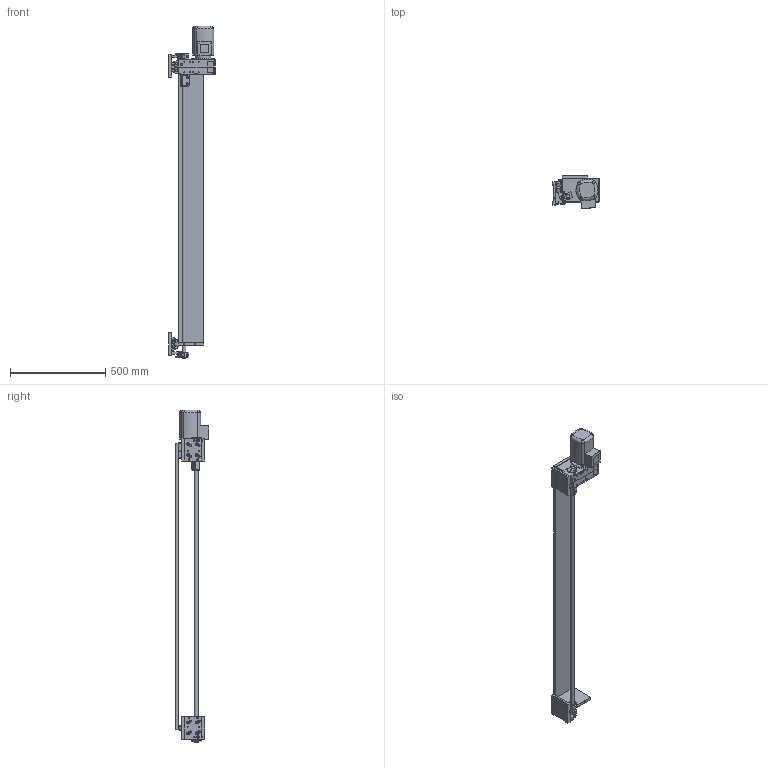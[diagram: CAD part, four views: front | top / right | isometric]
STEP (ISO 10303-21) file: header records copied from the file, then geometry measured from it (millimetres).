
FILE_DESCRIPTION((''),'2;1');
FILE_NAME('14658-201 - 1500.stp','2006-11-07T13:50:35',('Krister'),(''),'Autodesk Inventor 11','Autodesk Inventor 11','');
FILE_SCHEMA(('AUTOMOTIVE_DESIGN { 1 0 10303 214 1 1 1 1 }'));
Length unit declared in the file: millimetre
Products named in the file (27): 14658-201 - 1500; MEAB_MOVER; MEAB_MOVER-002; MEAB_MOVER-003; MEAB_MOVER-004; DIN 625 T1 - 6004 - 20 x 42 x 12; DIN 3760 - A - 20 x 32 x 7 - NBR; ISO 2338 - 8 h8 x 28; 56G4; 14658-107; 14658-102; NATV 6 PP; ISO 8735 - 6 x 28 - A; 14658-104; 14658-106; 14658-103; 14658-105; ISO 4032 - M8; BMB 25; BMB 25 - 120; 14658-211; 14658-209-1500; 14658-204; 14658-107_MIR; 14658-206; 14658-203; 14658-208-1500
Assembly tree (41 placements, depth 3):
  14658-201 - 1500
    MEAB_MOVER
      MEAB_MOVER-002
      MEAB_MOVER-003
      MEAB_MOVER-004
      DIN 625 T1 - 6004 - 20 x 42 x 12  x2
      DIN 3760 - A - 20 x 32 x 7 - NBR  x2
      ISO 2338 - 8 h8 x 28  x2
      56G4
    14658-107
      14658-102
      NATV 6 PP
      ISO 8735 - 6 x 28 - A
      14658-104
    14658-106  x2
      14658-103
      14658-105
      ISO 4032 - M8
    BMB 25  x2
    BMB 25 - 120  x2
    14658-211
    14658-104  x2
    14658-209-1500
    14658-204
    14658-107_MIR
      14658-102
      NATV 6 PP
      ISO 8735 - 6 x 28 - A
      14658-104
    14658-206
    14658-203
    DIN 625 T1 - 6004 - 20 x 42 x 12
    14658-208-1500
Bounding box: 242.5 x 174.37 x 1740 mm (x, y, z)
Volume: 8342832.3 mm3; surface area: 1157426.4 mm2
Topology: 86 solids, 88 shells, 1407 faces, 3583 edges, 2329 vertices
Faces by surface type: plane 752, cylinder 397, cone 106, bspline 80, sphere 44, torus 28
Full cylindrical faces by diameter (mm): 3.242 x2, 3.5 x8, 4.3 x2, 4.917 x34, 5 x4, 6 x16, 6.5 x6, 6.647 x28, 6.8 x4, 7 x6, 8 x30, 9 x21, 11 x16, 11.8 x3, 12.05 x4, 14 x4, 15 x10, 19 x2, 19.9 x2, 20 x11, 24.2 x2, 27.172 x6, 28.5 x2, 30 x1, 32 x4, 34.828 x6, 42 x6, 60 x1, 80 x3, 120 x1
Entity records: 26869 total; most frequent: CARTESIAN_POINT 5960, DIRECTION 4382, ORIENTED_EDGE 3688, EDGE_CURVE 1844, AXIS2_PLACEMENT_3D 1664, EDGE_LOOP 1354, VERTEX_POINT 1346, VECTOR 1054
